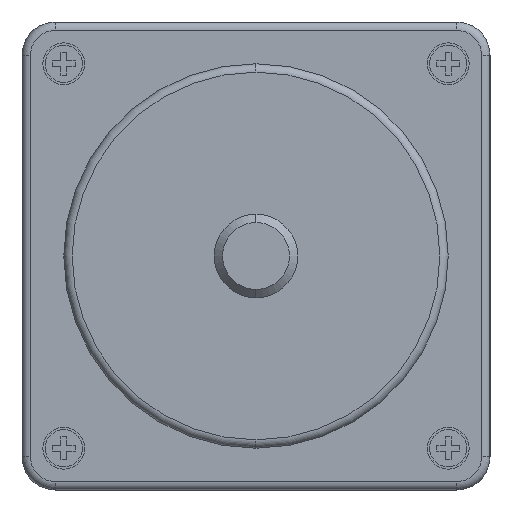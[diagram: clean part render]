
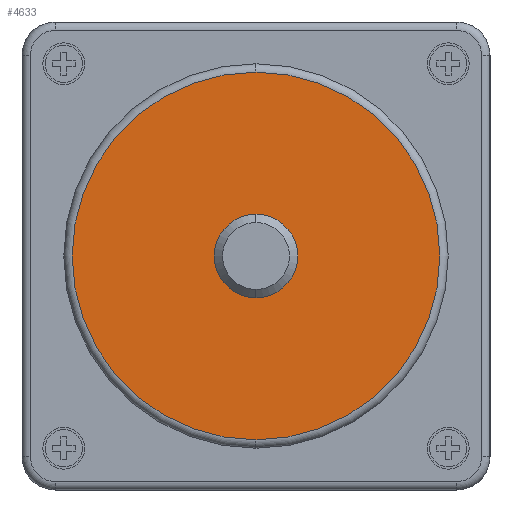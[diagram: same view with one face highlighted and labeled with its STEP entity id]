
A CAD part, left-side view. The second image highlights one B-rep face of the part: STEP entity #4633.
In plain terms, the highlighted planar face has unit normal (-1, 0, 0).
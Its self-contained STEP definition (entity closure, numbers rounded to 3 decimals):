
#1675=CARTESIAN_POINT('',(-2.,0.,0.));
#1676=DIRECTION('',(-1.,0.,0.));
#1677=DIRECTION('',(0.,0.,1.));
#1678=AXIS2_PLACEMENT_3D('',#1675,#1676,#1677);
#1680=CARTESIAN_POINT('',(-2.,0.,0.));
#1681=DIRECTION('',(-1.,0.,0.));
#1682=DIRECTION('',(0.,0.,-1.));
#1683=AXIS2_PLACEMENT_3D('',#1680,#1681,#1682);
#1685=CARTESIAN_POINT('',(-2.,0.,0.));
#1686=DIRECTION('',(-1.,0.,0.));
#1687=DIRECTION('',(0.,0.,-1.));
#1688=AXIS2_PLACEMENT_3D('',#1685,#1686,#1687);
#1690=CARTESIAN_POINT('',(-2.,0.,0.));
#1691=DIRECTION('',(-1.,0.,0.));
#1692=DIRECTION('',(0.,0.,1.));
#1693=AXIS2_PLACEMENT_3D('',#1690,#1691,#1692);
#1973=CARTESIAN_POINT('',(-2.,0.,2.5));
#1974=CARTESIAN_POINT('',(-2.,0.,-2.5));
#1975=VERTEX_POINT('',#1973);
#1976=VERTEX_POINT('',#1974);
#1977=CARTESIAN_POINT('',(-2.,0.,-11.));
#1978=CARTESIAN_POINT('',(-2.,0.,11.));
#1979=VERTEX_POINT('',#1977);
#1980=VERTEX_POINT('',#1978);
#4617=CARTESIAN_POINT('',(-2.,0.,0.));
#4618=DIRECTION('',(-1.,0.,0.));
#4619=DIRECTION('',(0.,0.,1.));
#4620=AXIS2_PLACEMENT_3D('',#4617,#4618,#4619);
#4621=PLANE('',#4620);
#4623=ORIENTED_EDGE('',*,*,#4622,.F.);
#4624=ORIENTED_EDGE('',*,*,#4607,.F.);
#4625=EDGE_LOOP('',(#4623,#4624));
#4626=FACE_OUTER_BOUND('',#4625,.F.);
#4628=ORIENTED_EDGE('',*,*,#4627,.T.);
#4630=ORIENTED_EDGE('',*,*,#4629,.T.);
#4631=EDGE_LOOP('',(#4628,#4630));
#4632=FACE_BOUND('',#4631,.F.);
#1679=CIRCLE('',#1678,2.5);
#1684=CIRCLE('',#1683,2.5);
#1689=CIRCLE('',#1688,11.);
#1694=CIRCLE('',#1693,11.);
#4607=EDGE_CURVE('',#1980,#1979,#1694,.T.);
#4622=EDGE_CURVE('',#1979,#1980,#1689,.T.);
#4627=EDGE_CURVE('',#1975,#1976,#1679,.T.);
#4629=EDGE_CURVE('',#1976,#1975,#1684,.T.);
#4633=ADVANCED_FACE('',(#4626,#4632),#4621,.T.);
